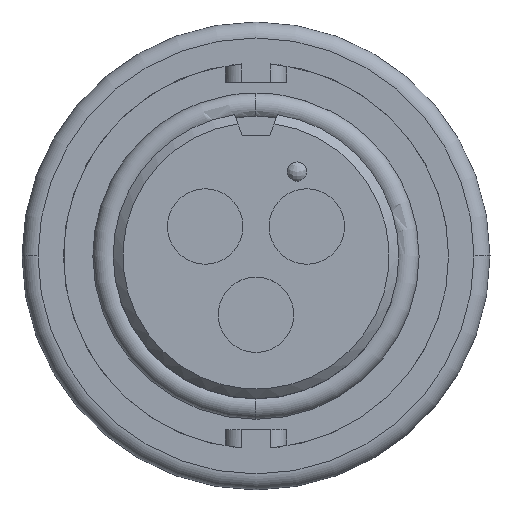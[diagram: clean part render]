
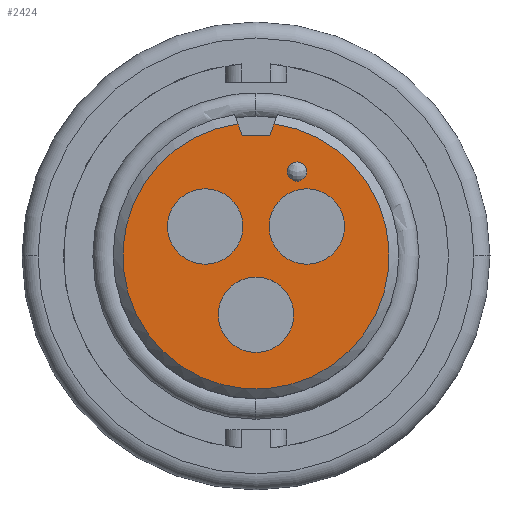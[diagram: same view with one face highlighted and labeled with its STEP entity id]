
A CAD part, top view. The second image highlights one B-rep face of the part: STEP entity #2424.
In plain terms, the highlighted planar face has unit normal (0, 0, 1).
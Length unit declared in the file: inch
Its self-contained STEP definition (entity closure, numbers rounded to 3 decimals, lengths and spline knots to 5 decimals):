
#366 = LINE ( 'NONE', #9136, #18051 ) ;
#1035 = DIRECTION ( 'NONE',  ( 0., 0., 1. ) ) ;
#1083 = DIRECTION ( 'NONE',  ( 0., 0., -1. ) ) ;
#1174 = EDGE_CURVE ( 'NONE', #10706, #6762, #15179, .T. ) ;
#1403 = VERTEX_POINT ( 'NONE', #18825 ) ;
#1484 = FACE_OUTER_BOUND ( 'NONE', #11697, .T. ) ;
#2139 = ORIENTED_EDGE ( 'NONE', *, *, #3747, .T. ) ;
#2424 = ADVANCED_FACE ( 'NONE', ( #1484, #18641, #5493, #19149, #14074 ), #21624, .F. ) ;
#2430 = CARTESIAN_POINT ( 'NONE',  ( -0.1655, 0.055, 0. ) ) ;
#2707 = ORIENTED_EDGE ( 'NONE', *, *, #8165, .T. ) ;
#3292 = CARTESIAN_POINT ( 'NONE',  ( -0.0245, 0.055, 0. ) ) ;
#3658 = EDGE_CURVE ( 'NONE', #13446, #4753, #10055, .T. ) ;
#3747 = EDGE_CURVE ( 'NONE', #12777, #6238, #366, .T. ) ;
#3816 = DIRECTION ( 'NONE',  ( 0., 0., 1. ) ) ;
#3846 = VECTOR ( 'NONE', #8784, 39.37008 ) ;
#3859 = DIRECTION ( 'NONE',  ( 0., 0., 1. ) ) ;
#4307 = DIRECTION ( 'NONE',  ( 0., 0., 1. ) ) ;
#4753 = VERTEX_POINT ( 'NONE', #9459 ) ;
#5025 = ORIENTED_EDGE ( 'NONE', *, *, #12034, .F. ) ;
#5115 = DIRECTION ( 'NONE',  ( -0.342, -0.94, 0. ) ) ;
#5446 = EDGE_LOOP ( 'NONE', ( #5025, #21505 ) ) ;
#5493 = FACE_BOUND ( 'NONE', #11934, .T. ) ;
#5524 = VERTEX_POINT ( 'NONE', #11572 ) ;
#5967 = ORIENTED_EDGE ( 'NONE', *, *, #10740, .F. ) ;
#6238 = VERTEX_POINT ( 'NONE', #14915 ) ;
#6362 = VECTOR ( 'NONE', #5115, 39.37008 ) ;
#6488 = AXIS2_PLACEMENT_3D ( 'NONE', #9650, #1083, #13062 ) ;
#6619 = EDGE_LOOP ( 'NONE', ( #20051, #11860 ) ) ;
#6762 = VERTEX_POINT ( 'NONE', #3292 ) ;
#6915 = AXIS2_PLACEMENT_3D ( 'NONE', #9282, #21257, #10981 ) ;
#7225 = DIRECTION ( 'NONE',  ( 0., 0., 1. ) ) ;
#7333 = CARTESIAN_POINT ( 'NONE',  ( 0., 0., 0. ) ) ;
#7458 = AXIS2_PLACEMENT_3D ( 'NONE', #19846, #9605, #21560 ) ;
#8088 = CARTESIAN_POINT ( 'NONE',  ( -0.0705, -0.11, 0. ) ) ;
#8165 = EDGE_CURVE ( 'NONE', #13446, #12777, #18923, .T. ) ;
#8784 = DIRECTION ( 'NONE',  ( 0.342, -0.94, 0. ) ) ;
#9068 = DIRECTION ( 'NONE',  ( 0., 1., 0. ) ) ;
#9118 = EDGE_CURVE ( 'NONE', #18839, #20665, #21893, .T. ) ;
#9136 = CARTESIAN_POINT ( 'NONE',  ( -0.02581, 0.225, 0. ) ) ;
#9282 = CARTESIAN_POINT ( 'NONE',  ( 0.095, 0.055, 0. ) ) ;
#9459 = CARTESIAN_POINT ( 'NONE',  ( -0.03371, 0.24671, 0. ) ) ;
#9469 = ORIENTED_EDGE ( 'NONE', *, *, #3658, .F. ) ;
#9478 = CARTESIAN_POINT ( 'NONE',  ( 0.07666, 0.15765, 0. ) ) ;
#9605 = DIRECTION ( 'NONE',  ( 0., 0., 1. ) ) ;
#9650 = CARTESIAN_POINT ( 'NONE',  ( 0., 0., 0. ) ) ;
#10055 = CIRCLE ( 'NONE', #11652, 0.249 ) ;
#10523 = EDGE_CURVE ( 'NONE', #4753, #6238, #16994, .T. ) ;
#10624 = AXIS2_PLACEMENT_3D ( 'NONE', #14566, #4307, #16300 ) ;
#10706 = VERTEX_POINT ( 'NONE', #2430 ) ;
#10740 = EDGE_CURVE ( 'NONE', #1403, #5524, #20506, .T. ) ;
#10981 = DIRECTION ( 'NONE',  ( -1., 0., 0. ) ) ;
#11185 = DIRECTION ( 'NONE',  ( -1., 0., 0. ) ) ;
#11289 = CARTESIAN_POINT ( 'NONE',  ( 0.07666, 0.15765, 0. ) ) ;
#11360 = CARTESIAN_POINT ( 'NONE',  ( 0.05864, 0.15765, 0. ) ) ;
#11572 = CARTESIAN_POINT ( 'NONE',  ( 0.1655, 0.055, 0. ) ) ;
#11652 = AXIS2_PLACEMENT_3D ( 'NONE', #7333, #19296, #9068 ) ;
#11697 = EDGE_LOOP ( 'NONE', ( #2139, #13702, #9469, #2707 ) ) ;
#11784 = EDGE_CURVE ( 'NONE', #15930, #19726, #12713, .T. ) ;
#11860 = ORIENTED_EDGE ( 'NONE', *, *, #12779, .F. ) ;
#11886 = AXIS2_PLACEMENT_3D ( 'NONE', #9478, #21451, #11185 ) ;
#11908 = EDGE_CURVE ( 'NONE', #5524, #1403, #12192, .T. ) ;
#11934 = EDGE_LOOP ( 'NONE', ( #14843, #21455 ) ) ;
#12034 = EDGE_CURVE ( 'NONE', #20665, #18839, #14592, .T. ) ;
#12192 = CIRCLE ( 'NONE', #6915, 0.0705 ) ;
#12603 = AXIS2_PLACEMENT_3D ( 'NONE', #11289, #1035, #13004 ) ;
#12713 = CIRCLE ( 'NONE', #14192, 0.0705 ) ;
#12777 = VERTEX_POINT ( 'NONE', #21410 ) ;
#12779 = EDGE_CURVE ( 'NONE', #6762, #10706, #20941, .T. ) ;
#13004 = DIRECTION ( 'NONE',  ( -1., 0., 0. ) ) ;
#13062 = DIRECTION ( 'NONE',  ( -1., 0., 0. ) ) ;
#13446 = VERTEX_POINT ( 'NONE', #19520 ) ;
#13519 = CARTESIAN_POINT ( 'NONE',  ( 0.02581, 0.225, 0. ) ) ;
#13702 = ORIENTED_EDGE ( 'NONE', *, *, #10523, .F. ) ;
#14012 = EDGE_LOOP ( 'NONE', ( #5967, #14890 ) ) ;
#14074 = FACE_BOUND ( 'NONE', #5446, .T. ) ;
#14102 = CARTESIAN_POINT ( 'NONE',  ( -0.095, 0.055, 0. ) ) ;
#14145 = CARTESIAN_POINT ( 'NONE',  ( 0., -0.11, 0. ) ) ;
#14192 = AXIS2_PLACEMENT_3D ( 'NONE', #14145, #3859, #15847 ) ;
#14566 = CARTESIAN_POINT ( 'NONE',  ( -0.095, 0.055, 0. ) ) ;
#14592 = CIRCLE ( 'NONE', #12603, 0.01802 ) ;
#14843 = ORIENTED_EDGE ( 'NONE', *, *, #20878, .F. ) ;
#14890 = ORIENTED_EDGE ( 'NONE', *, *, #11908, .F. ) ;
#14915 = CARTESIAN_POINT ( 'NONE',  ( -0.02581, 0.225, 0. ) ) ;
#15179 = CIRCLE ( 'NONE', #20105, 0.0705 ) ;
#15699 = AXIS2_PLACEMENT_3D ( 'NONE', #17455, #7225, #19193 ) ;
#15809 = DIRECTION ( 'NONE',  ( -1., 0., 0. ) ) ;
#15847 = DIRECTION ( 'NONE',  ( -1., 0., 0. ) ) ;
#15930 = VERTEX_POINT ( 'NONE', #19375 ) ;
#16021 = DIRECTION ( 'NONE',  ( -1., 0., 0. ) ) ;
#16300 = DIRECTION ( 'NONE',  ( -1., 0., 0. ) ) ;
#16994 = LINE ( 'NONE', #20756, #3846 ) ;
#17455 = CARTESIAN_POINT ( 'NONE',  ( 0., -0.11, 0. ) ) ;
#18051 = VECTOR ( 'NONE', #16021, 39.37008 ) ;
#18641 = FACE_BOUND ( 'NONE', #6619, .T. ) ;
#18694 = CARTESIAN_POINT ( 'NONE',  ( 0.09468, 0.15765, 0. ) ) ;
#18825 = CARTESIAN_POINT ( 'NONE',  ( 0.0245, 0.055, 0. ) ) ;
#18839 = VERTEX_POINT ( 'NONE', #18694 ) ;
#18923 = LINE ( 'NONE', #13519, #6362 ) ;
#19149 = FACE_BOUND ( 'NONE', #14012, .T. ) ;
#19193 = DIRECTION ( 'NONE',  ( -1., 0., 0. ) ) ;
#19296 = DIRECTION ( 'NONE',  ( 0., 0., -1. ) ) ;
#19375 = CARTESIAN_POINT ( 'NONE',  ( 0.0705, -0.11, 0. ) ) ;
#19520 = CARTESIAN_POINT ( 'NONE',  ( 0.03371, 0.24671, 0. ) ) ;
#19726 = VERTEX_POINT ( 'NONE', #8088 ) ;
#19846 = CARTESIAN_POINT ( 'NONE',  ( 0.095, 0.055, 0. ) ) ;
#19955 = CIRCLE ( 'NONE', #15699, 0.0705 ) ;
#20051 = ORIENTED_EDGE ( 'NONE', *, *, #1174, .F. ) ;
#20105 = AXIS2_PLACEMENT_3D ( 'NONE', #14102, #3816, #15809 ) ;
#20506 = CIRCLE ( 'NONE', #7458, 0.0705 ) ;
#20665 = VERTEX_POINT ( 'NONE', #11360 ) ;
#20756 = CARTESIAN_POINT ( 'NONE',  ( -0.03371, 0.24671, 0. ) ) ;
#20878 = EDGE_CURVE ( 'NONE', #19726, #15930, #19955, .T. ) ;
#20941 = CIRCLE ( 'NONE', #10624, 0.0705 ) ;
#21257 = DIRECTION ( 'NONE',  ( 0., 0., 1. ) ) ;
#21410 = CARTESIAN_POINT ( 'NONE',  ( 0.02581, 0.225, 0. ) ) ;
#21451 = DIRECTION ( 'NONE',  ( 0., 0., 1. ) ) ;
#21455 = ORIENTED_EDGE ( 'NONE', *, *, #11784, .F. ) ;
#21505 = ORIENTED_EDGE ( 'NONE', *, *, #9118, .F. ) ;
#21560 = DIRECTION ( 'NONE',  ( -1., 0., 0. ) ) ;
#21624 = PLANE ( 'NONE',  #6488 ) ;
#21893 = CIRCLE ( 'NONE', #11886, 0.01802 ) ;
